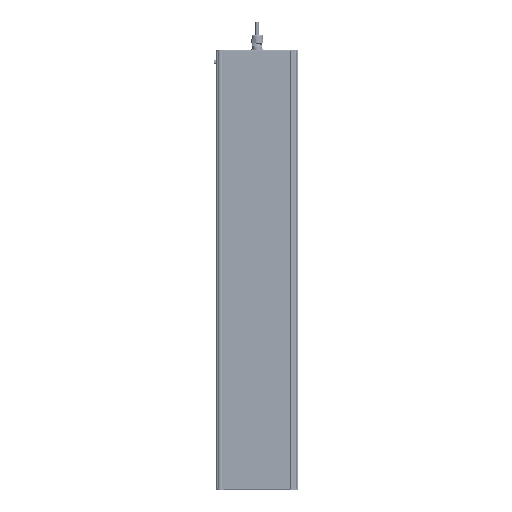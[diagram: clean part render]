
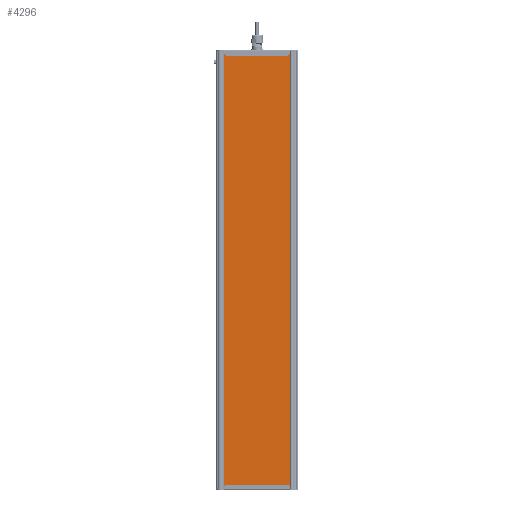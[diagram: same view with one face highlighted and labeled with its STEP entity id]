
A CAD part, front view. The second image highlights one B-rep face of the part: STEP entity #4296.
In plain terms, the highlighted face is planar.
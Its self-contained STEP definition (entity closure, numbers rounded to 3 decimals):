
#4296=ADVANCED_FACE('',(#8500),#8502,.T.);
#8500=FACE_BOUND('',#8501,.T.);
#8501=EDGE_LOOP('',(#37720,#37721,#37722,#37723));
#8502=PLANE('',#8503);
#8503=AXIS2_PLACEMENT_3D('',#8504,#8505,#8506);
#8504=CARTESIAN_POINT('',(2111.497,401.002,-34.582));
#8505=DIRECTION('',(0.,0.,-1.));
#8506=DIRECTION('',(0.,1.,0.));
#37720=ORIENTED_EDGE('',*,*,#43858,.F.);
#37721=ORIENTED_EDGE('',*,*,#43857,.T.);
#37722=ORIENTED_EDGE('',*,*,#43859,.F.);
#37723=ORIENTED_EDGE('',*,*,#43849,.F.);
#43849=EDGE_CURVE('',#48355,#48358,#48359,.T.);
#43857=EDGE_CURVE('',#48368,#48370,#48372,.T.);
#43858=EDGE_CURVE('',#48368,#48355,#48373,.T.);
#43859=EDGE_CURVE('',#48358,#48370,#48374,.T.);
#48355=VERTEX_POINT('',#57775);
#48358=VERTEX_POINT('',#57780);
#48359=LINE('',#57781,#57782);
#48368=VERTEX_POINT('',#57802);
#48370=VERTEX_POINT('',#57806);
#48372=LINE('',#57810,#57811);
#48373=LINE('',#57813,#57814);
#48374=LINE('',#57816,#57817);
#57775=CARTESIAN_POINT('',(2111.497,401.002,-34.582));
#57780=CARTESIAN_POINT('',(3107.497,401.002,-34.582));
#57781=CARTESIAN_POINT('',(2111.497,401.002,-34.582));
#57782=VECTOR('',#57783,1.);
#57783=DIRECTION('',(1.,0.,0.));
#57802=CARTESIAN_POINT('',(2111.497,565.13,-34.582));
#57806=CARTESIAN_POINT('',(3107.497,565.13,-34.582));
#57810=CARTESIAN_POINT('',(2111.497,565.13,-34.582));
#57811=VECTOR('',#57812,1.);
#57812=DIRECTION('',(1.,0.,0.));
#57813=CARTESIAN_POINT('',(2111.497,565.13,-34.582));
#57814=VECTOR('',#57815,1.);
#57815=DIRECTION('',(0.,-1.,0.));
#57816=CARTESIAN_POINT('',(3107.497,401.002,-34.582));
#57817=VECTOR('',#57818,1.);
#57818=DIRECTION('',(0.,1.,0.));
